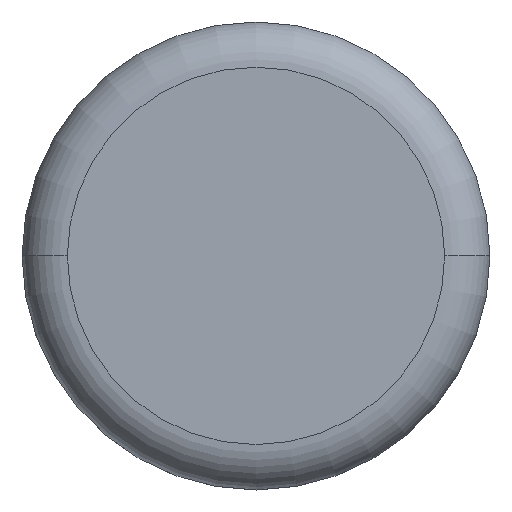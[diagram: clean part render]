
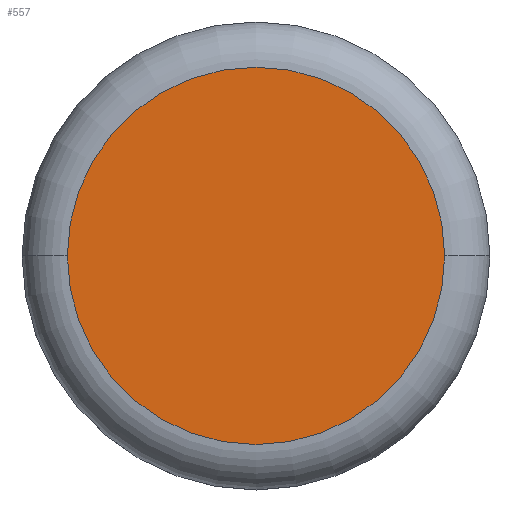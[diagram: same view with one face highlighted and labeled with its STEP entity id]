
A CAD part, top view. The second image highlights one B-rep face of the part: STEP entity #557.
In plain terms, the highlighted planar face has unit normal (0, 0, 1).
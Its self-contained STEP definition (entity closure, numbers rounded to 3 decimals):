
#459=VERTEX_POINT('',#1001);
#481=EDGE_CURVE('',#691,#459,#1023,.T.);
#557=ADVANCED_FACE('',(#1109),#1110,.T.);
#691=VERTEX_POINT('',#1258);
#705=EDGE_CURVE('',#459,#691,#1272,.T.);
#1001=CARTESIAN_POINT('',(12.5,0.,48.0));
#1023=CIRCLE('',#1722,12.5);
#1109=FACE_OUTER_BOUND('',#1825,.T.);
#1110=PLANE('',#1826);
#1258=CARTESIAN_POINT('',(-12.5,0.,48.0));
#1272=CIRCLE('',#2051,12.5);
#1722=AXIS2_PLACEMENT_3D('',#2466,#2467,#2468);
#1825=EDGE_LOOP('',(#2582,#2583));
#1826=AXIS2_PLACEMENT_3D('',#2584,#2585,#2586);
#2051=AXIS2_PLACEMENT_3D('',#2762,#2763,#2764);
#2466=CARTESIAN_POINT('',(0.,0.,48.0));
#2467=DIRECTION('',(-0.0,0.0,-1.0));
#2468=DIRECTION('',(-1.0,0.0,0.0));
#2582=ORIENTED_EDGE('',*,*,#705,.F.);
#2583=ORIENTED_EDGE('',*,*,#481,.F.);
#2584=CARTESIAN_POINT('',(7.0,0.,48.0));
#2585=DIRECTION('',(0.0,0.0,1.0));
#2586=DIRECTION('',(1.0,0.,0.0));
#2762=CARTESIAN_POINT('',(0.,0.,48.0));
#2763=DIRECTION('',(-0.0,0.0,-1.0));
#2764=DIRECTION('',(-1.0,0.0,0.0));
